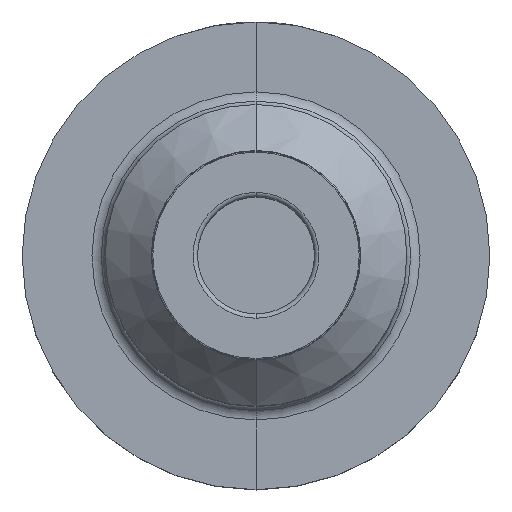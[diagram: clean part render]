
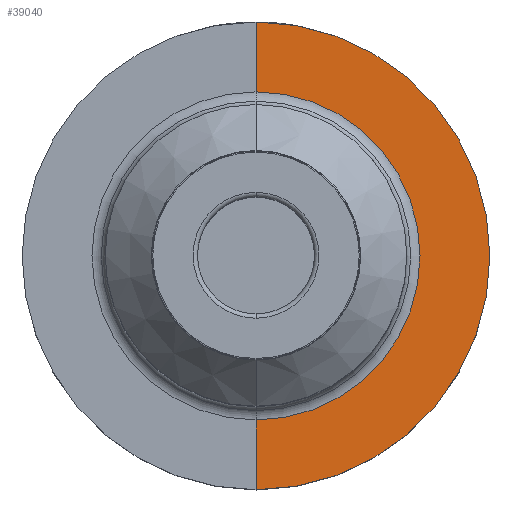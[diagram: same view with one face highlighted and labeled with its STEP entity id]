
A CAD part, top view. The second image highlights one B-rep face of the part: STEP entity #39040.
In plain terms, the highlighted conical face has half-angle 89.976 degrees and reference radius 42.532 mm.
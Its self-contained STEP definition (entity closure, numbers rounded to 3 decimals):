
#8902=CARTESIAN_POINT('',(0.,0.,28.95));
#8903=DIRECTION('',(0.,0.,-1.));
#8904=DIRECTION('',(0.,1.,0.));
#8905=AXIS2_PLACEMENT_3D('',#8902,#8903,#8904);
#20380=DIRECTION('',(0.,1.,0.));
#20381=VECTOR('',#20380,14.937);
#20382=CARTESIAN_POINT('',(0.,35.063,28.956));
#20383=LINE('',#20382,#20381);
#20387=DIRECTION('',(0.,-1.,0.));
#20388=VECTOR('',#20387,14.937);
#20389=CARTESIAN_POINT('',(0.,-35.063,28.956));
#20390=LINE('',#20389,#20388);
#20394=CARTESIAN_POINT('',(0.,0.,28.956));
#20395=DIRECTION('',(0.,0.,-1.));
#20396=DIRECTION('',(0.,1.,0.));
#20397=AXIS2_PLACEMENT_3D('',#20394,#20395,#20396);
#21226=CARTESIAN_POINT('',(0.,35.063,28.956));
#21227=VERTEX_POINT('',#21226);
#21228=CARTESIAN_POINT('',(0.,50.,28.95));
#21229=VERTEX_POINT('',#21228);
#21286=CARTESIAN_POINT('',(0.,-35.063,28.956));
#21287=VERTEX_POINT('',#21286);
#21288=CARTESIAN_POINT('',(0.,-50.,28.95));
#21289=VERTEX_POINT('',#21288);
#39026=CARTESIAN_POINT('',(0.,0.,28.953));
#39027=DIRECTION('',(0.,0.,-1.));
#39028=DIRECTION('',(0.,1.,0.));
#39029=AXIS2_PLACEMENT_3D('',#39026,#39027,#39028);
#39030=CONICAL_SURFACE('',#39029,42.531,89.976);
#39032=ORIENTED_EDGE('',*,*,#39031,.T.);
#39033=ORIENTED_EDGE('',*,*,#27170,.T.);
#39035=ORIENTED_EDGE('',*,*,#39034,.F.);
#39037=ORIENTED_EDGE('',*,*,#39036,.F.);
#39038=EDGE_LOOP('',(#39032,#39033,#39035,#39037));
#39039=FACE_OUTER_BOUND('',#39038,.F.);
#39040=ADVANCED_FACE('',(#39039),#39030,.T.);
#8906=CIRCLE('',#8905,50.);
#20398=CIRCLE('',#20397,35.063);
#27170=EDGE_CURVE('',#21229,#21289,#8906,.T.);
#39031=EDGE_CURVE('',#21227,#21229,#20383,.T.);
#39034=EDGE_CURVE('',#21287,#21289,#20390,.T.);
#39036=EDGE_CURVE('',#21227,#21287,#20398,.T.);
